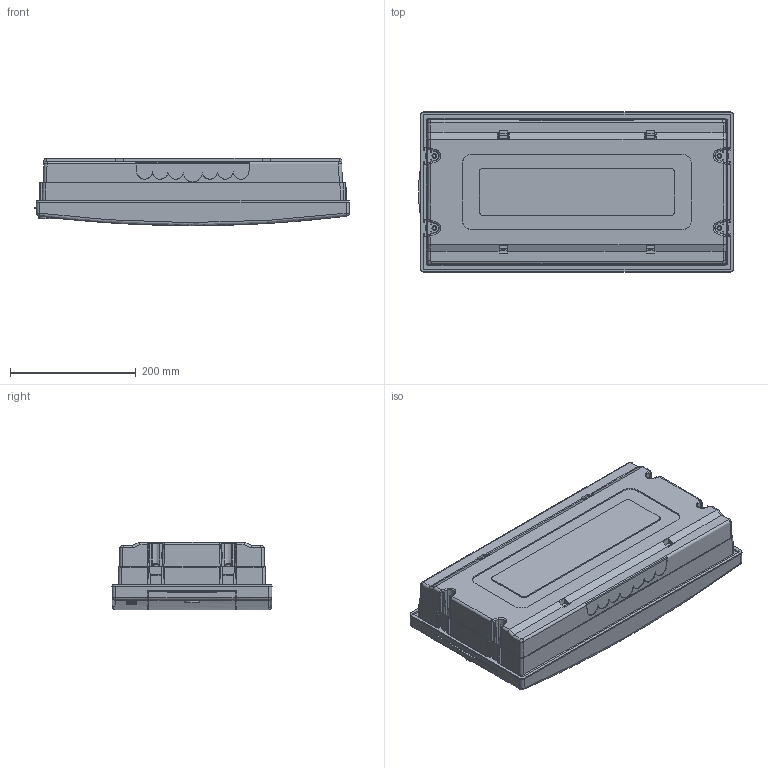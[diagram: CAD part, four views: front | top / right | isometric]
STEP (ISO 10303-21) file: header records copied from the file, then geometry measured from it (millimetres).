
FILE_DESCRIPTION((''),'2;1');
FILE_NAME('001100409_ECM_1X24PO_S_ASM','2024-08-28T14:17:16',('klemen.sitar'),('Audax d.o.o.'),'CREO PARAMETRIC BY PTC INC, 2021304','CREO PARAMETRIC BY PTC INC, 2021304','');
FILE_SCHEMA(('AP242_MANAGED_MODEL_BASED_3D_ENGINEERING_MIM_LF { 1 0 10303 442 1 1 4 }'));
Products named in the file (20): NONE_1; STOCK-KUCISTE_U1X24-C-2_1_1; STOCK-KUCISTE_U1X24-C-2_1_2; STOCK-KUCISTE_U1X24-C-2_1_3; STOCK-KUCISTE_U1X24-C-2_1_4; STOCK-KUCISTE_U1X24-C-2_1_5; STOCK-KUCISTE_U1X24-C-2_1_6; STOCK-KUCISTE_U1X24-C-2_1_7; STOCK-KUCISTE_U1X24-C-2_1_8; STOCK-KUCISTE_U1X24-C-2_1_9; STOCK-KUCISTE_U1X24-C-2_1_ASM; STOCK-KUCISTE_U1X24-C-3_1; PRT0127_1_1; PRT0004_1_1_1_1; PRT0004_1_2_1_1; PRT0004_1_3_1_1; ETI_LOGO_13_2X7_71MM_ASM_1_ASM__ASM; ECH_ENCLOSURE_LOGO_ASM_1_ASM; U1X24C_ASM_1_ASM; 001100409_ECM_1X24PO_S_ASM
Assembly tree (19 placements, depth 5):
  001100409_ECM_1X24PO_S_ASM
    U1X24C_ASM_1_ASM
      NONE_1
      STOCK-KUCISTE_U1X24-C-2_1_ASM
        STOCK-KUCISTE_U1X24-C-2_1_1
        STOCK-KUCISTE_U1X24-C-2_1_2
        STOCK-KUCISTE_U1X24-C-2_1_3
        STOCK-KUCISTE_U1X24-C-2_1_4
        STOCK-KUCISTE_U1X24-C-2_1_5
        STOCK-KUCISTE_U1X24-C-2_1_6
        STOCK-KUCISTE_U1X24-C-2_1_7
        STOCK-KUCISTE_U1X24-C-2_1_8
        STOCK-KUCISTE_U1X24-C-2_1_9
      STOCK-KUCISTE_U1X24-C-3_1
      PRT0127_1_1
      ECH_ENCLOSURE_LOGO_ASM_1_ASM
        ETI_LOGO_13_2X7_71MM_ASM_1_ASM__ASM
          PRT0004_1_1_1_1
          PRT0004_1_2_1_1
          PRT0004_1_3_1_1
Bounding box: 501.77 x 255 x 107.3 mm (x, y, z)
Volume: 733849.7 mm3; surface area: 1054522.1 mm2
Topology: 15 solids, 16 shells, 1835 faces, 5401 edges, 3631 vertices
Faces by surface type: plane 1119, cylinder 403, cone 130, bspline 83, extrusion 58, torus 26, sphere 16
Entity records: 133578 total; most frequent: CARTESIAN_POINT 62108, ORIENTED_EDGE 10484, DIRECTION 9332, EDGE_CURVE 5385, PRESENTATION_STYLE_ASSIGNMENT 5325, STYLED_ITEM 5325, CURVE_STYLE 4116, VERTEX_POINT 3631
